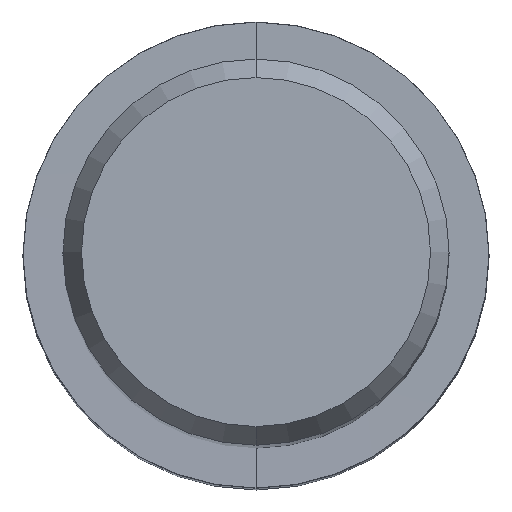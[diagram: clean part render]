
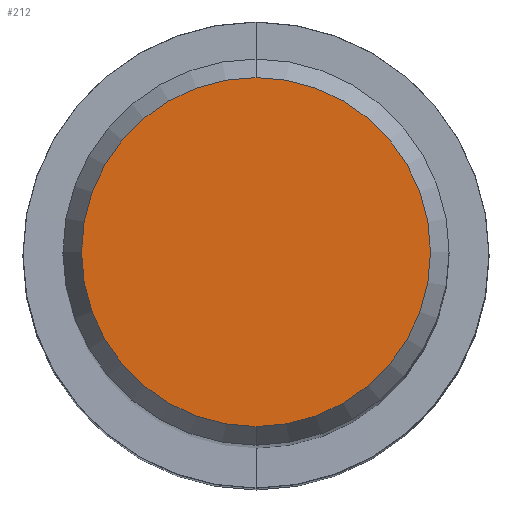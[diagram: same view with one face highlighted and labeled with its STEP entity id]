
A CAD part, top view. The second image highlights one B-rep face of the part: STEP entity #212.
In plain terms, the highlighted planar face has unit normal (0, 0, 1).
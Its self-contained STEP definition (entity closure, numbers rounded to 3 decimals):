
#134=EDGE_CURVE('',#140,#150,#314,.T.);
#140=VERTEX_POINT('',#321);
#150=VERTEX_POINT('',#332);
#212=ADVANCED_FACE('',(#404),#405,.T.);
#224=EDGE_CURVE('',#150,#140,#418,.T.);
#314=CIRCLE('',#518,4.304);
#321=CARTESIAN_POINT('',(0.,-4.304,0.01));
#332=CARTESIAN_POINT('',(0.0,4.304,0.01));
#404=FACE_OUTER_BOUND('',#625,.T.);
#405=PLANE('',#626);
#418=CIRCLE('',#645,4.304);
#518=AXIS2_PLACEMENT_3D('',#735,#736,#737);
#625=EDGE_LOOP('',(#858,#859));
#626=AXIS2_PLACEMENT_3D('',#860,#861,#862);
#645=AXIS2_PLACEMENT_3D('',#874,#875,#876);
#735=CARTESIAN_POINT('',(0.0,0.0,0.01));
#736=DIRECTION('',(0.0,0.0,-1.0));
#737=DIRECTION('',(0.0,1.0,0.0));
#858=ORIENTED_EDGE('',*,*,#224,.F.);
#859=ORIENTED_EDGE('',*,*,#134,.F.);
#860=CARTESIAN_POINT('',(0.0,2.152,0.01));
#861=DIRECTION('',(-0.0,0.0,1.0));
#862=DIRECTION('',(0.0,-1.0,0.0));
#874=CARTESIAN_POINT('',(0.0,0.0,0.01));
#875=DIRECTION('',(0.0,0.0,-1.0));
#876=DIRECTION('',(0.0,1.0,0.0));
